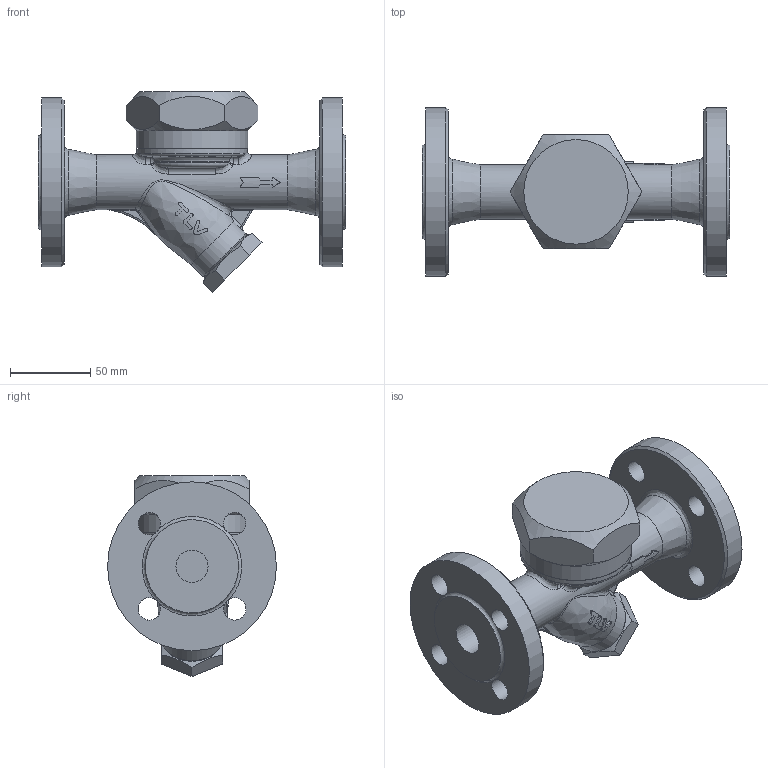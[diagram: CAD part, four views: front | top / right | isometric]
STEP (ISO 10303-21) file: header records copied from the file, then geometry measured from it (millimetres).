
FILE_DESCRIPTION((''),'2;1');
FILE_NAME('a3n00-020-e0016-00.stp','2009-11-12T10:30:18',('nakaot'),(''),'Autodesk Inventor 2008','Autodesk Inventor 2008','');
FILE_SCHEMA(('AUTOMOTIVE_DESIGN { 1 0 10303 214 1 1 1 1 }'));
Length unit declared in the file: millimetre
Products named in the file (1): a3n00-020-e0016-00
Bounding box: 191 x 105 x 125 mm (x, y, z)
Volume: 614877.7 mm3; surface area: 88783.1 mm2
Topology: 1 solids, 1 shells, 217 faces, 548 edges, 336 vertices
Faces by surface type: bspline 93, plane 62, cylinder 48, cone 8, torus 6
Full cylindrical faces by diameter (mm): 20 x2, 34 x1, 38 x1, 50 x1, 69 x1, 69.5 x1, 105 x2
Entity records: 13810 total; most frequent: CARTESIAN_POINT 9387, ORIENTED_EDGE 1002, DIRECTION 718, EDGE_CURVE 501, VERTEX_POINT 323, AXIS2_PLACEMENT_3D 298, EDGE_LOOP 270, FACE_OUTER_BOUND 217
